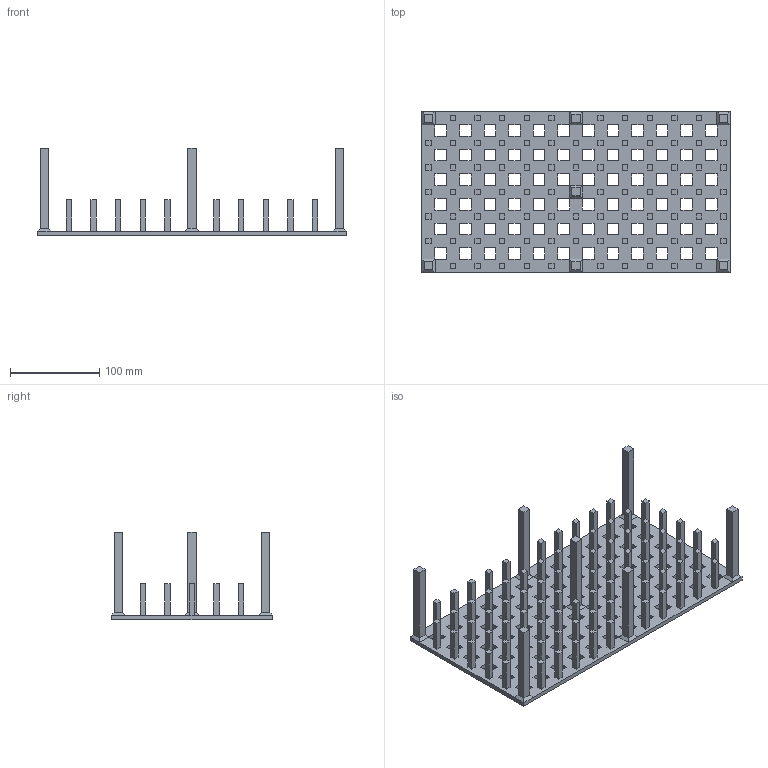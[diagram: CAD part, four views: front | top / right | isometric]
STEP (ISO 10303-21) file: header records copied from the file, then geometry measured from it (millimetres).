
FILE_DESCRIPTION(/* description */ ('STEP AP214'),/* implementation_level */ '2;1');
FILE_NAME(/* name */ '6009e16fd9cac113d61e0b8d',/* time_stamp */ '2021-01-21T20:17:53+00:00',/* author */ (''),/* organization */ (''),/* preprocessor_version */ 'ST-DEVELOPER v18.1',/* originating_system */ ' ',/* authorisation */ ' ');
FILE_SCHEMA (('AUTOMOTIVE_DESIGN {1 0 10303 214 3 1 1}'));
Length unit declared in the file: metre
Products named in the file (1): Vial Holder Tray
Bounding box: 345 x 180 x 97.5 mm (x, y, z)
Volume: 409333.4 mm3; surface area: 217366 mm2
Topology: 1 solids, 1 shells, 777 faces, 2050 edges, 1348 vertices
Faces by surface type: plane 777
Entity records: 23734 total; most frequent: CARTESIAN_POINT 4176, ORIENTED_EDGE 4100, DIRECTION 3606, EDGE_CURVE 2050, LINE 2050, VECTOR 2050, VERTEX_POINT 1348, EDGE_LOOP 994
